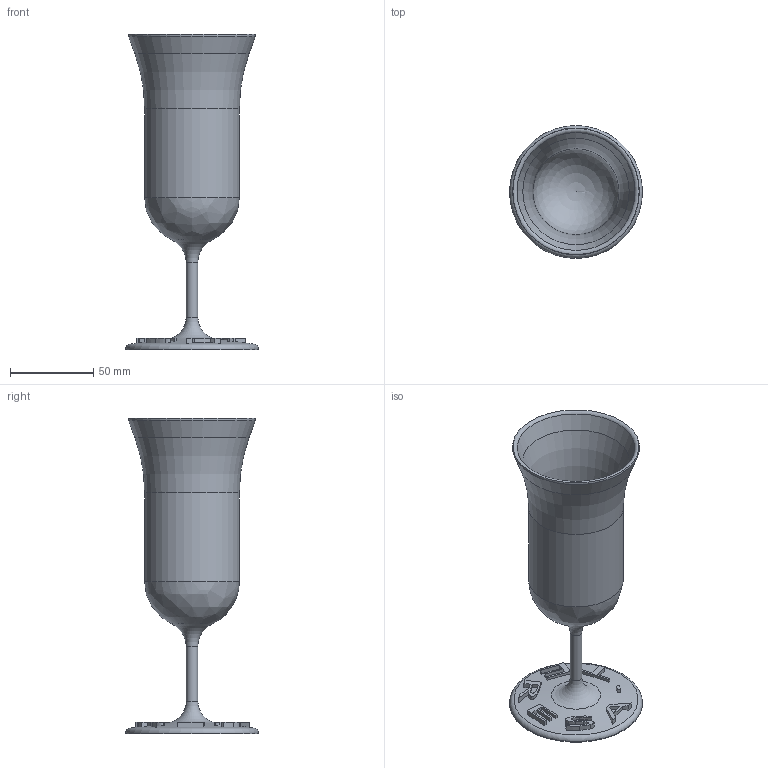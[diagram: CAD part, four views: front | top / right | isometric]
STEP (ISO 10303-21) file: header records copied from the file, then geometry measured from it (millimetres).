
FILE_DESCRIPTION(/* description */ (''),/* implementation_level */ '2;1');
FILE_NAME(/* name */ 'Teresa''s custom cup.step',/* time_stamp */ '2017-03-03T12:03:01+01:00',/* author */ ('Rubén'),/* organization */ (''),/* preprocessor_version */ 'ST-DEVELOPER v15.2',/* originating_system */ 'Autodesk Inventor 2014',/* authorisation */ '');
FILE_SCHEMA (('AUTOMOTIVE_DESIGN { 1 0 10303 214 3 1 1 }'));
Length unit declared in the file: millimetre
Products named in the file (1): Custom cup
Bounding box: 80 x 80 x 189.86 mm (x, y, z)
Volume: 94461.2 mm3; surface area: 58160 mm2
Topology: 1 solids, 1 shells, 111 faces, 296 edges, 194 vertices
Faces by surface type: plane 70, bspline 24, torus 7, cone 5, cylinder 4, sphere 1
Full cylindrical faces by diameter (mm): 7 x1, 52 x1, 57 x1, 80 x1
Entity records: 3472 total; most frequent: CARTESIAN_POINT 1141, ORIENTED_EDGE 544, DIRECTION 355, EDGE_CURVE 272, VERTEX_POINT 186, LINE 147, VECTOR 147, EDGE_LOOP 134
